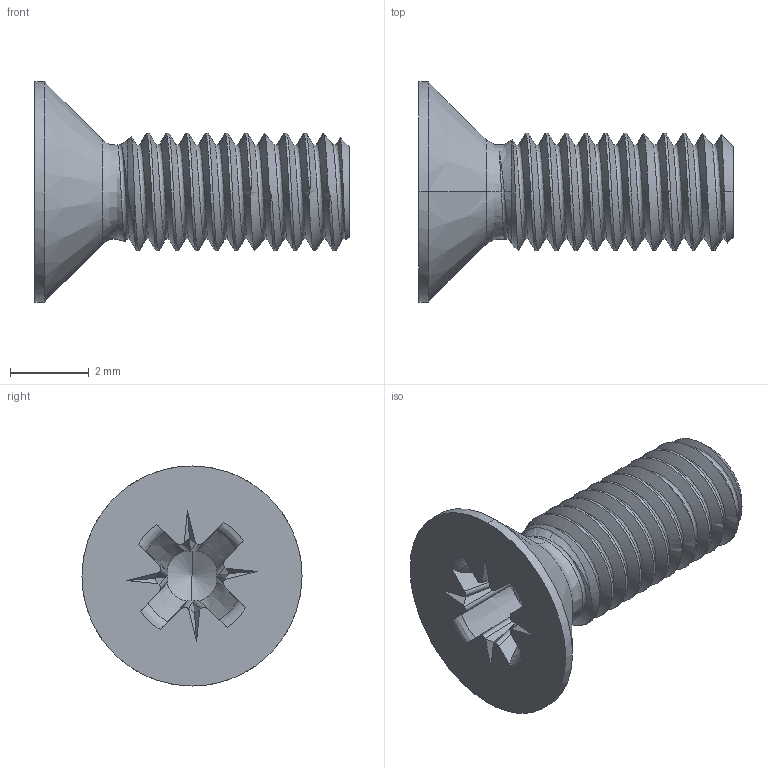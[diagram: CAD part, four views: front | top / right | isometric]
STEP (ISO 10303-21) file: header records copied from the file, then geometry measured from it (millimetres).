
FILE_DESCRIPTION (( 'STEP AP214' ), '1' );
FILE_NAME ('96324C28-C420-4BA4-A346-D030B7421701.STEP', '2023-02-05T17:37:24', ( '' ), ( '' ), 'SwSTEP 2.0', 'SolidWorks 2022', '' );
FILE_SCHEMA (( 'AUTOMOTIVE_DESIGN' ));
Length unit declared in the file: millimetre
Products named in the file (1): 96324C28-C420-4BA4-A346-D030B7421701
Bounding box: 8 x 5.6 x 5.6 mm (x, y, z)
Volume: 57.4 mm3; surface area: 152.1 mm2
Topology: 1 solids, 1 shells, 80 faces, 239 edges, 159 vertices
Faces by surface type: cylinder 32, plane 26, cone 12, bspline 10
Entity records: 10356 total; most frequent: CARTESIAN_POINT 8454, ORIENTED_EDGE 472, DIRECTION 268, EDGE_CURVE 236, VERTEX_POINT 159, B_SPLINE_CURVE_WITH_KNOTS 129, AXIS2_PLACEMENT_3D 90, LINE 88
